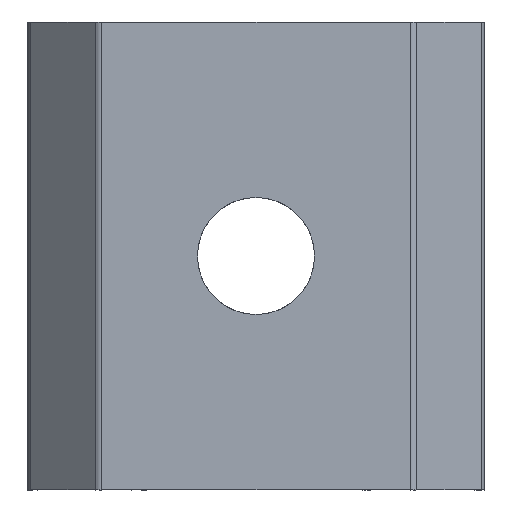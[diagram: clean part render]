
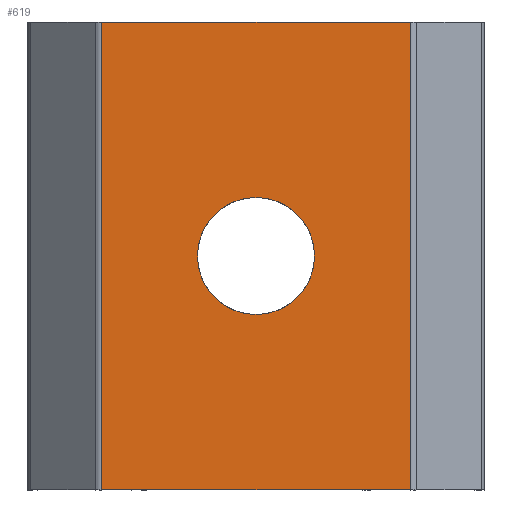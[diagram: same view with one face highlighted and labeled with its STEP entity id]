
A CAD part, front view. The second image highlights one B-rep face of the part: STEP entity #619.
In plain terms, the highlighted planar face has unit normal (0, -1, 0).
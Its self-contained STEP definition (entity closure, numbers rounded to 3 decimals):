
#7 = DIRECTION ( 'NONE',  ( 0., -1., 0. ) ) ;
#27 = CARTESIAN_POINT ( 'NONE',  ( 6.584, -10.6, 0. ) ) ;
#53 = CARTESIAN_POINT ( 'NONE',  ( -6.584, -10.6, 20. ) ) ;
#55 = CARTESIAN_POINT ( 'NONE',  ( 6.584, -10.6, 20. ) ) ;
#61 = CARTESIAN_POINT ( 'NONE',  ( 0., -10.6, 12.5 ) ) ;
#62 = CARTESIAN_POINT ( 'NONE',  ( -6.584, -10.6, 0. ) ) ;
#67 = CARTESIAN_POINT ( 'NONE',  ( 0., -10.6, 7.5 ) ) ;
#79 = CARTESIAN_POINT ( 'NONE',  ( 0., -10.6, 10. ) ) ;
#80 = DIRECTION ( 'NONE',  ( 0., 0., -1. ) ) ;
#129 = DIRECTION ( 'NONE',  ( 0., 0., 1. ) ) ;
#131 = CARTESIAN_POINT ( 'NONE',  ( 6.584, -10.6, 0. ) ) ;
#173 = DIRECTION ( 'NONE',  ( 0., 0., -1. ) ) ;
#174 = DIRECTION ( 'NONE',  ( 1., 0., 0. ) ) ;
#175 = DIRECTION ( 'NONE',  ( 0., -1., 0. ) ) ;
#176 = CARTESIAN_POINT ( 'NONE',  ( -6.584, -10.6, 0. ) ) ;
#177 = PLANE ( 'NONE',  #487 ) ;
#178 = CARTESIAN_POINT ( 'NONE',  ( -6.584, -10.6, 0. ) ) ;
#216 = DIRECTION ( 'NONE',  ( -1., 0., 0. ) ) ;
#217 = CARTESIAN_POINT ( 'NONE',  ( 0., -10.6, 20. ) ) ;
#245 = DIRECTION ( 'NONE',  ( 1., 0., 0. ) ) ;
#246 = CARTESIAN_POINT ( 'NONE',  ( 0., -10.6, 0. ) ) ;
#340 = DIRECTION ( 'NONE',  ( 0., 0., -1. ) ) ;
#341 = DIRECTION ( 'NONE',  ( 0., -1., 0. ) ) ;
#342 = CARTESIAN_POINT ( 'NONE',  ( 0., -10.6, 10. ) ) ;
#393 = VECTOR ( 'NONE', #129, 1000. ) ;
#396 = VECTOR ( 'NONE', #173, 1000. ) ;
#401 = VECTOR ( 'NONE', #216, 1000. ) ;
#432 = AXIS2_PLACEMENT_3D ( 'NONE', #342, #341, #340 ) ;
#435 = CIRCLE ( 'NONE', #432, 2.5 ) ;
#472 = VECTOR ( 'NONE', #245, 1000. ) ;
#487 = AXIS2_PLACEMENT_3D ( 'NONE', #176, #175, #174 ) ;
#509 = CIRCLE ( 'NONE', #514, 2.5 ) ;
#514 = AXIS2_PLACEMENT_3D ( 'NONE', #79, #7, #80 ) ;
#553 = EDGE_CURVE ( 'NONE', #692, #693, #435, .T. ) ;
#582 = EDGE_CURVE ( 'NONE', #686, #685, #828, .T. ) ;
#586 = EDGE_CURVE ( 'NONE', #685, #653, #830, .T. ) ;
#589 = EDGE_CURVE ( 'NONE', #668, #686, #843, .T. ) ;
#604 = EDGE_CURVE ( 'NONE', #653, #668, #785, .T. ) ;
#619 = ADVANCED_FACE ( 'NONE', ( #904, #866 ), #177, .T. ) ;
#649 = EDGE_CURVE ( 'NONE', #693, #692, #509, .T. ) ;
#653 = VERTEX_POINT ( 'NONE', #62 ) ;
#668 = VERTEX_POINT ( 'NONE', #27 ) ;
#685 = VERTEX_POINT ( 'NONE', #53 ) ;
#686 = VERTEX_POINT ( 'NONE', #55 ) ;
#692 = VERTEX_POINT ( 'NONE', #61 ) ;
#693 = VERTEX_POINT ( 'NONE', #67 ) ;
#785 = LINE ( 'NONE', #246, #472 ) ;
#828 = LINE ( 'NONE', #217, #401 ) ;
#830 = LINE ( 'NONE', #178, #396 ) ;
#843 = LINE ( 'NONE', #131, #393 ) ;
#866 = FACE_OUTER_BOUND ( 'NONE', #989, .T. ) ;
#904 = FACE_BOUND ( 'NONE', #991, .T. ) ;
#989 = EDGE_LOOP ( 'NONE', ( #997, #993, #992, #995 ) ) ;
#991 = EDGE_LOOP ( 'NONE', ( #996, #994 ) ) ;
#992 = ORIENTED_EDGE ( 'NONE', *, *, #582, .T. ) ;
#993 = ORIENTED_EDGE ( 'NONE', *, *, #589, .T. ) ;
#994 = ORIENTED_EDGE ( 'NONE', *, *, #553, .F. ) ;
#995 = ORIENTED_EDGE ( 'NONE', *, *, #586, .T. ) ;
#996 = ORIENTED_EDGE ( 'NONE', *, *, #649, .F. ) ;
#997 = ORIENTED_EDGE ( 'NONE', *, *, #604, .T. ) ;
